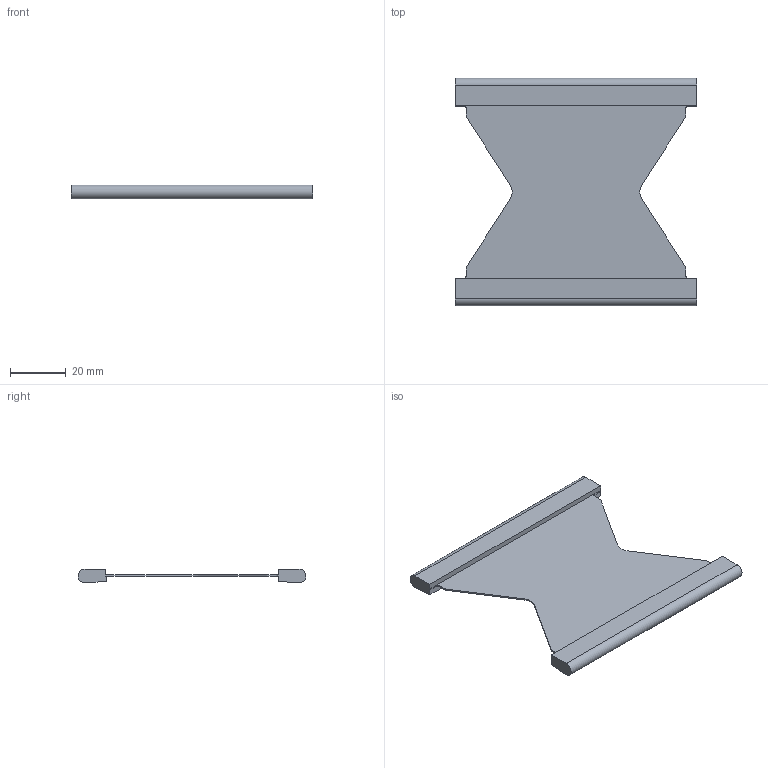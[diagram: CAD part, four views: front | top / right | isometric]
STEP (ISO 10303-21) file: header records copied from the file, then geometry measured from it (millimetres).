
FILE_DESCRIPTION(/* description */ ('STAYPLATE 80'),/* implementation_level */ '2;1');
FILE_NAME(/* name */ 'Stayplate 80.stp',/* time_stamp */ '2024-10-01T13:07:06+02:00',/* author */ ('se-marfre'),/* organization */ (''),/* preprocessor_version */ 'ST-DEVELOPER v19.2',/* originating_system */ 'Autodesk Inventor 2023',/* authorisation */ '');
FILE_SCHEMA (('AUTOMOTIVE_DESIGN { 1 0 10303 214 3 1 1 }'));
Length unit declared in the file: millimetre
Products named in the file (1): 100-061049
Bounding box: 87 x 82 x 4.99 mm (x, y, z)
Volume: 9848.2 mm3; surface area: 12852.6 mm2
Topology: 1 solids, 1 shells, 38 faces, 102 edges, 66 vertices
Faces by surface type: plane 26, cylinder 12
Entity records: 1229 total; most frequent: DIRECTION 208, CARTESIAN_POINT 207, ORIENTED_EDGE 204, EDGE_CURVE 102, LINE 74, VECTOR 74, AXIS2_PLACEMENT_3D 67, VERTEX_POINT 66
